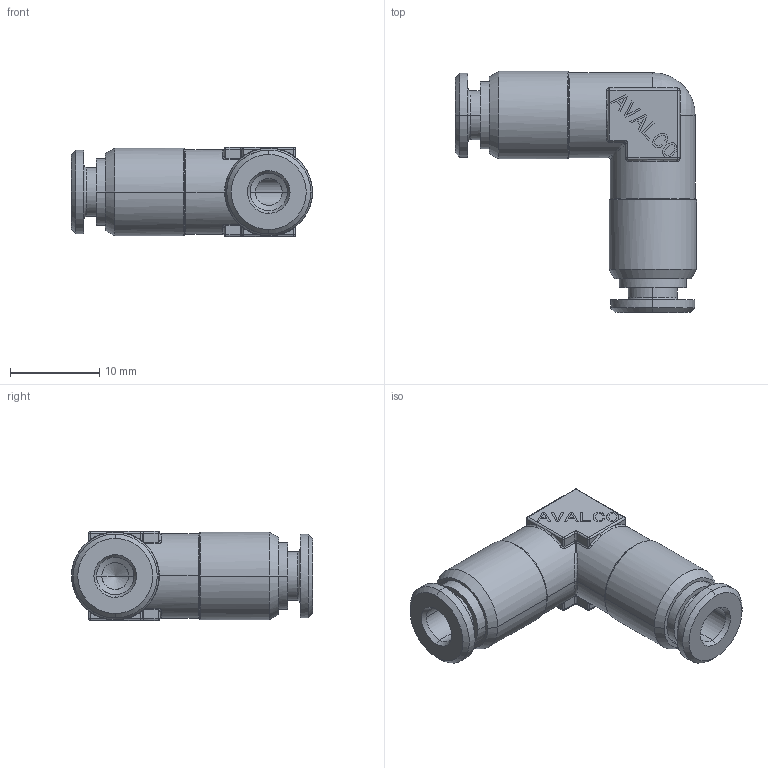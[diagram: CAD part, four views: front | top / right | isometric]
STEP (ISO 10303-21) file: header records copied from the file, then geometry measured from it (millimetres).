
FILE_DESCRIPTION(('CATIA V5 STEP Exchange'),'2;1');
FILE_NAME('PR550B-04.stp','2018-04-14T15:15:26+00:00',('none'),('none'),'CATIA Version 5 Release 21 GA (IN-10)','CATIA V5 STEP AP203','none');
FILE_SCHEMA(('CONFIG_CONTROL_DESIGN'));
Length unit declared in the file: millimetre
Products named in the file (1): PR550B-04
Bounding box: 27 x 27 x 10 mm (x, y, z)
Volume: 2504 mm3; surface area: 2279.1 mm2
Topology: 1 solids, 1 shells, 426 faces, 1093 edges, 685 vertices
Faces by surface type: plane 262, cylinder 72, cone 30, torus 30, sphere 16, bspline 16
Entity records: 13892 total; most frequent: CARTESIAN_POINT 4068, ORIENTED_EDGE 2178, DIRECTION 1700, EDGE_CURVE 1089, VECTOR 786, LINE 786, VERTEX_POINT 685, AXIS2_PLACEMENT_3D 547
